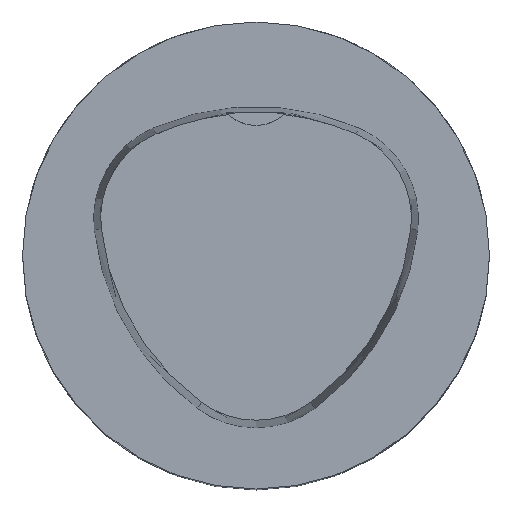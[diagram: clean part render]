
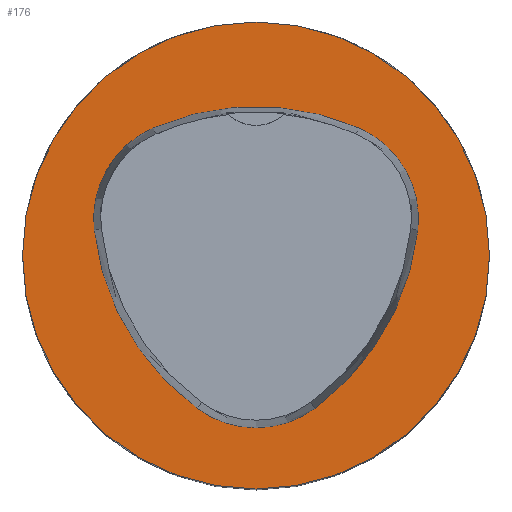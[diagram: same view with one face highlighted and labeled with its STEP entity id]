
A CAD part, top view. The second image highlights one B-rep face of the part: STEP entity #176.
In plain terms, the highlighted planar face has unit normal (0, 0, 1).
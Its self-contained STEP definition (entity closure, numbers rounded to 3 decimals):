
#109=PLANE('',#755);
#176=ADVANCED_FACE('',(#273,#274),#109,.T.);
#226=CIRCLE('',#726,40.0);
#228=CIRCLE('',#733,44.0);
#230=CIRCLE('',#736,17.0);
#232=CIRCLE('',#739,44.0);
#234=CIRCLE('',#742,17.0);
#238=CIRCLE('',#747,44.0);
#240=CIRCLE('',#750,17.0);
#273=FACE_BOUND('',#330,.T.);
#274=FACE_BOUND('',#331,.T.);
#330=EDGE_LOOP('',(#455,#456,#457,#458,#459,#460));
#331=EDGE_LOOP('',(#461));
#455=ORIENTED_EDGE('',*,*,#642,.T.);
#456=ORIENTED_EDGE('',*,*,#622,.T.);
#457=ORIENTED_EDGE('',*,*,#626,.T.);
#458=ORIENTED_EDGE('',*,*,#629,.T.);
#459=ORIENTED_EDGE('',*,*,#632,.T.);
#460=ORIENTED_EDGE('',*,*,#640,.T.);
#461=ORIENTED_EDGE('',*,*,#612,.F.);
#555=VERTEX_POINT('',#1052);
#565=VERTEX_POINT('',#1073);
#566=VERTEX_POINT('',#1074);
#569=VERTEX_POINT('',#1082);
#571=VERTEX_POINT('',#1088);
#573=VERTEX_POINT('',#1094);
#580=VERTEX_POINT('',#1115);
#612=EDGE_CURVE('',#555,#555,#226,.T.);
#622=EDGE_CURVE('',#565,#566,#228,.T.);
#626=EDGE_CURVE('',#566,#569,#230,.T.);
#629=EDGE_CURVE('',#569,#571,#232,.T.);
#632=EDGE_CURVE('',#571,#573,#234,.T.);
#640=EDGE_CURVE('',#573,#580,#238,.T.);
#642=EDGE_CURVE('',#580,#565,#240,.T.);
#726=AXIS2_PLACEMENT_3D('',#1051,#832,#833);
#733=AXIS2_PLACEMENT_3D('',#1072,#850,#851);
#736=AXIS2_PLACEMENT_3D('',#1081,#858,#859);
#739=AXIS2_PLACEMENT_3D('',#1087,#865,#866);
#742=AXIS2_PLACEMENT_3D('',#1093,#872,#873);
#747=AXIS2_PLACEMENT_3D('',#1116,#884,#885);
#750=AXIS2_PLACEMENT_3D('',#1119,#890,#891);
#755=AXIS2_PLACEMENT_3D('',#1124,#900,#901);
#832=DIRECTION('',(0.0,0.0,-1.0));
#833=DIRECTION('',(1.0,0.0,0.0));
#850=DIRECTION('',(0.0,0.0,-1.0));
#851=DIRECTION('',(1.0,0.0,0.0));
#858=DIRECTION('',(0.0,0.0,-1.0));
#859=DIRECTION('',(1.0,0.0,0.0));
#865=DIRECTION('',(0.0,0.0,-1.0));
#866=DIRECTION('',(1.0,0.0,0.0));
#872=DIRECTION('',(0.0,0.0,-1.0));
#873=DIRECTION('',(1.0,0.0,0.0));
#884=DIRECTION('',(0.0,0.0,-1.0));
#885=DIRECTION('',(1.0,0.0,0.0));
#890=DIRECTION('',(0.0,0.0,-1.0));
#891=DIRECTION('',(1.0,0.0,0.0));
#900=DIRECTION('',(0.0,0.0,1.0));
#901=DIRECTION('',(-1.0,0.0,0.0));
#1051=CARTESIAN_POINT('',(0.0,0.0,0.0));
#1052=CARTESIAN_POINT('',(40.0,0.0,0.0));
#1072=CARTESIAN_POINT('',(-16.01,9.224,0.0));
#1073=CARTESIAN_POINT('',(27.722,4.378,0.0));
#1074=CARTESIAN_POINT('',(10.119,-26.178,0.0));
#1081=CARTESIAN_POINT('',(0.023,-12.5,0.0));
#1082=CARTESIAN_POINT('',(-10.049,-26.194,0.0));
#1087=CARTESIAN_POINT('',(16.021,9.25,0.0));
#1088=CARTESIAN_POINT('',(-27.71,4.394,0.0));
#1093=CARTESIAN_POINT('',(-10.814,6.27,0.0));
#1094=CARTESIAN_POINT('',(-17.611,21.852,0.0));
#1115=CARTESIAN_POINT('',(17.652,21.819,0.0));
#1116=CARTESIAN_POINT('',(-0.017,-18.477,0.0));
#1119=CARTESIAN_POINT('',(10.825,6.25,0.0));
#1124=CARTESIAN_POINT('',(0.0,0.0,0.0));
